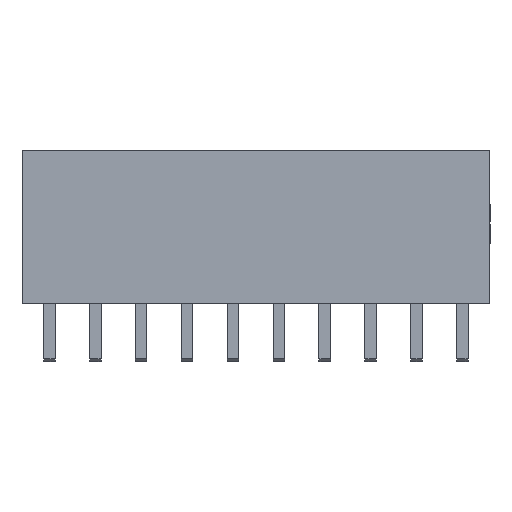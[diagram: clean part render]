
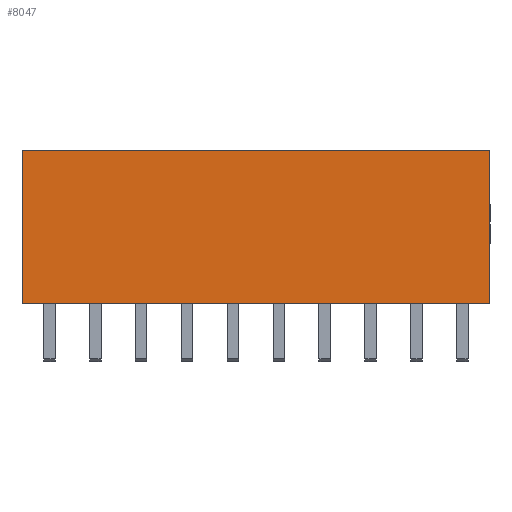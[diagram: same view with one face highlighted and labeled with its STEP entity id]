
A CAD part, front view. The second image highlights one B-rep face of the part: STEP entity #8047.
In plain terms, the highlighted planar face has unit normal (0, -1, 0).
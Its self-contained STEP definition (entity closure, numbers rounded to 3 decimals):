
#138 = VECTOR ( 'NONE', #19861, 1000. ) ;
#860 = VERTEX_POINT ( 'NONE', #8535 ) ;
#894 = CARTESIAN_POINT ( 'NONE',  ( 12.95, -1.215, 8.5 ) ) ;
#1104 = DIRECTION ( 'NONE',  ( 0., 0., -1. ) ) ;
#1196 = EDGE_CURVE ( 'NONE', #8332, #860, #10556, .T. ) ;
#2557 = VERTEX_POINT ( 'NONE', #4485 ) ;
#2753 = PLANE ( 'NONE',  #19435 ) ;
#3579 = ORIENTED_EDGE ( 'NONE', *, *, #3989, .T. ) ;
#3989 = EDGE_CURVE ( 'NONE', #2557, #8332, #13958, .T. ) ;
#4485 = CARTESIAN_POINT ( 'NONE',  ( -12.95, -1.215, 8.5 ) ) ;
#6718 = EDGE_CURVE ( 'NONE', #10177, #860, #16392, .T. ) ;
#7448 = ORIENTED_EDGE ( 'NONE', *, *, #6718, .F. ) ;
#7568 = VECTOR ( 'NONE', #1104, 1000. ) ;
#7747 = LINE ( 'NONE', #9090, #18357 ) ;
#8047 = ADVANCED_FACE ( 'NONE', ( #13492 ), #2753, .F. ) ;
#8332 = VERTEX_POINT ( 'NONE', #12450 ) ;
#8535 = CARTESIAN_POINT ( 'NONE',  ( 12.95, -1.215, 0. ) ) ;
#9007 = CARTESIAN_POINT ( 'NONE',  ( -12.95, -1.215, 8.5 ) ) ;
#9027 = DIRECTION ( 'NONE',  ( 1., 0., 0. ) ) ;
#9090 = CARTESIAN_POINT ( 'NONE',  ( -12.95, -1.215, 8.5 ) ) ;
#10177 = VERTEX_POINT ( 'NONE', #19153 ) ;
#10556 = LINE ( 'NONE', #16710, #12928 ) ;
#11170 = ORIENTED_EDGE ( 'NONE', *, *, #1196, .T. ) ;
#11240 = EDGE_CURVE ( 'NONE', #2557, #10177, #7747, .T. ) ;
#12450 = CARTESIAN_POINT ( 'NONE',  ( -12.95, -1.215, 0. ) ) ;
#12928 = VECTOR ( 'NONE', #9027, 1000. ) ;
#13492 = FACE_OUTER_BOUND ( 'NONE', #13597, .T. ) ;
#13589 = DIRECTION ( 'NONE',  ( 0., 0., 1. ) ) ;
#13597 = EDGE_LOOP ( 'NONE', ( #11170, #7448, #18433, #3579 ) ) ;
#13958 = LINE ( 'NONE', #9007, #138 ) ;
#14826 = CARTESIAN_POINT ( 'NONE',  ( -12.95, -1.215, 8.5 ) ) ;
#16392 = LINE ( 'NONE', #894, #7568 ) ;
#16710 = CARTESIAN_POINT ( 'NONE',  ( -12.95, -1.215, 0. ) ) ;
#17910 = DIRECTION ( 'NONE',  ( 0., 1., 0. ) ) ;
#18357 = VECTOR ( 'NONE', #19846, 1000. ) ;
#18433 = ORIENTED_EDGE ( 'NONE', *, *, #11240, .F. ) ;
#19153 = CARTESIAN_POINT ( 'NONE',  ( 12.95, -1.215, 8.5 ) ) ;
#19435 = AXIS2_PLACEMENT_3D ( 'NONE', #14826, #17910, #13589 ) ;
#19846 = DIRECTION ( 'NONE',  ( 1., 0., 0. ) ) ;
#19861 = DIRECTION ( 'NONE',  ( 0., 0., -1. ) ) ;
